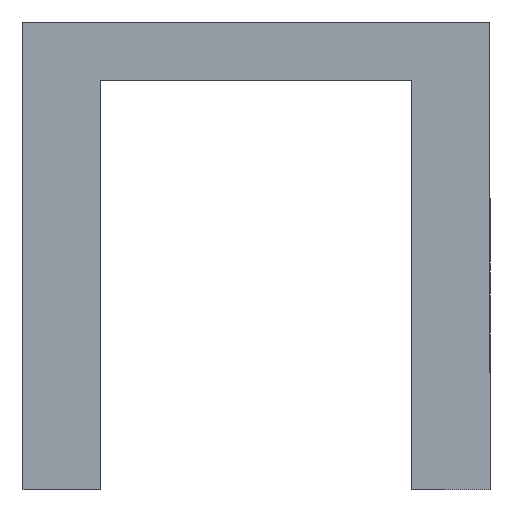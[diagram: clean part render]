
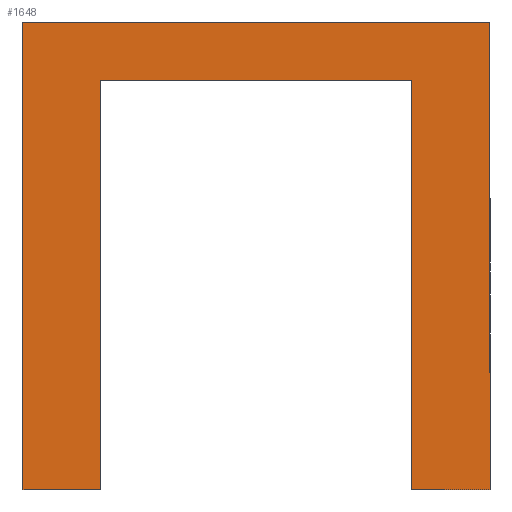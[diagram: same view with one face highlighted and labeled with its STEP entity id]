
A CAD part, front view. The second image highlights one B-rep face of the part: STEP entity #1648.
In plain terms, the highlighted planar face has unit normal (0, -1, 0).
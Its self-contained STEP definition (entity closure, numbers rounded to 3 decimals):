
#136 = VERTEX_POINT ( 'NONE', #2215 ) ;
#143 = VERTEX_POINT ( 'NONE', #559 ) ;
#163 = VERTEX_POINT ( 'NONE', #2694 ) ;
#197 = EDGE_CURVE ( 'NONE', #3136, #5198, #5441, .T. ) ;
#198 = DIRECTION ( 'NONE',  ( 0., 0., -1. ) ) ;
#290 = AXIS2_PLACEMENT_3D ( 'NONE', #4270, #3340, #1303 ) ;
#395 = PLANE ( 'NONE',  #290 ) ;
#556 = VECTOR ( 'NONE', #1598, 1000. ) ;
#559 = CARTESIAN_POINT ( 'NONE',  ( 6., 0., 1.5 ) ) ;
#790 = DIRECTION ( 'NONE',  ( -1., 0., 0. ) ) ;
#943 = VECTOR ( 'NONE', #974, 1000. ) ;
#974 = DIRECTION ( 'NONE',  ( 0., 0., 1. ) ) ;
#1140 = VERTEX_POINT ( 'NONE', #2790 ) ;
#1215 = CARTESIAN_POINT ( 'NONE',  ( -6., 0., 1.5 ) ) ;
#1303 = DIRECTION ( 'NONE',  ( 0., 0., 1. ) ) ;
#1567 = EDGE_CURVE ( 'NONE', #1140, #4335, #2744, .T. ) ;
#1594 = EDGE_LOOP ( 'NONE', ( #1850, #3369, #2562, #2221, #2393, #4065, #3365, #4389 ) ) ;
#1598 = DIRECTION ( 'NONE',  ( 1., 0., 0. ) ) ;
#1616 = VECTOR ( 'NONE', #790, 1000. ) ;
#1648 = ADVANCED_FACE ( 'NONE', ( #3263 ), #395, .F. ) ;
#1850 = ORIENTED_EDGE ( 'NONE', *, *, #4715, .F. ) ;
#1892 = EDGE_CURVE ( 'NONE', #143, #1140, #2803, .T. ) ;
#1951 = LINE ( 'NONE', #1215, #556 ) ;
#2074 = CARTESIAN_POINT ( 'NONE',  ( 4., 0., -10.5 ) ) ;
#2086 = VECTOR ( 'NONE', #5000, 1000. ) ;
#2147 = VECTOR ( 'NONE', #5446, 1000. ) ;
#2215 = CARTESIAN_POINT ( 'NONE',  ( 4., 0., 0. ) ) ;
#2221 = ORIENTED_EDGE ( 'NONE', *, *, #1567, .F. ) ;
#2393 = ORIENTED_EDGE ( 'NONE', *, *, #1892, .F. ) ;
#2456 = DIRECTION ( 'NONE',  ( -1., 0., 0. ) ) ;
#2494 = CARTESIAN_POINT ( 'NONE',  ( 4., 0., 0. ) ) ;
#2542 = DIRECTION ( 'NONE',  ( -1., 0., 0. ) ) ;
#2562 = ORIENTED_EDGE ( 'NONE', *, *, #4736, .F. ) ;
#2594 = CARTESIAN_POINT ( 'NONE',  ( -4., 0., -10.5 ) ) ;
#2607 = LINE ( 'NONE', #2494, #2147 ) ;
#2690 = LINE ( 'NONE', #4110, #3415 ) ;
#2694 = CARTESIAN_POINT ( 'NONE',  ( -4., 0., 0. ) ) ;
#2733 = VECTOR ( 'NONE', #198, 1000. ) ;
#2744 = LINE ( 'NONE', #3296, #1616 ) ;
#2790 = CARTESIAN_POINT ( 'NONE',  ( 6., 0., -10.5 ) ) ;
#2803 = LINE ( 'NONE', #3113, #2733 ) ;
#2809 = VECTOR ( 'NONE', #2542, 1000. ) ;
#2878 = LINE ( 'NONE', #2594, #2809 ) ;
#3113 = CARTESIAN_POINT ( 'NONE',  ( 6., 0., -10.5 ) ) ;
#3136 = VERTEX_POINT ( 'NONE', #4431 ) ;
#3263 = FACE_OUTER_BOUND ( 'NONE', #1594, .T. ) ;
#3296 = CARTESIAN_POINT ( 'NONE',  ( 4., 0., -10.5 ) ) ;
#3340 = DIRECTION ( 'NONE',  ( 0., 1., 0. ) ) ;
#3365 = ORIENTED_EDGE ( 'NONE', *, *, #197, .F. ) ;
#3369 = ORIENTED_EDGE ( 'NONE', *, *, #4156, .F. ) ;
#3415 = VECTOR ( 'NONE', #2456, 1000. ) ;
#3696 = CARTESIAN_POINT ( 'NONE',  ( -6., 0., 1.5 ) ) ;
#3709 = VERTEX_POINT ( 'NONE', #5371 ) ;
#4065 = ORIENTED_EDGE ( 'NONE', *, *, #4712, .F. ) ;
#4110 = CARTESIAN_POINT ( 'NONE',  ( 4., 0., 0. ) ) ;
#4156 = EDGE_CURVE ( 'NONE', #136, #163, #2690, .T. ) ;
#4270 = CARTESIAN_POINT ( 'NONE',  ( 0., 0., 0. ) ) ;
#4335 = VERTEX_POINT ( 'NONE', #2074 ) ;
#4389 = ORIENTED_EDGE ( 'NONE', *, *, #4790, .F. ) ;
#4431 = CARTESIAN_POINT ( 'NONE',  ( -6., 0., -10.5 ) ) ;
#4632 = CARTESIAN_POINT ( 'NONE',  ( -4., 0., 0. ) ) ;
#4712 = EDGE_CURVE ( 'NONE', #5198, #143, #1951, .T. ) ;
#4715 = EDGE_CURVE ( 'NONE', #163, #3709, #4938, .T. ) ;
#4736 = EDGE_CURVE ( 'NONE', #4335, #136, #2607, .T. ) ;
#4774 = CARTESIAN_POINT ( 'NONE',  ( -6., 0., -10.5 ) ) ;
#4790 = EDGE_CURVE ( 'NONE', #3709, #3136, #2878, .T. ) ;
#4938 = LINE ( 'NONE', #4632, #2086 ) ;
#5000 = DIRECTION ( 'NONE',  ( 0., 0., -1. ) ) ;
#5198 = VERTEX_POINT ( 'NONE', #3696 ) ;
#5371 = CARTESIAN_POINT ( 'NONE',  ( -4., 0., -10.5 ) ) ;
#5441 = LINE ( 'NONE', #4774, #943 ) ;
#5446 = DIRECTION ( 'NONE',  ( 0., 0., 1. ) ) ;
